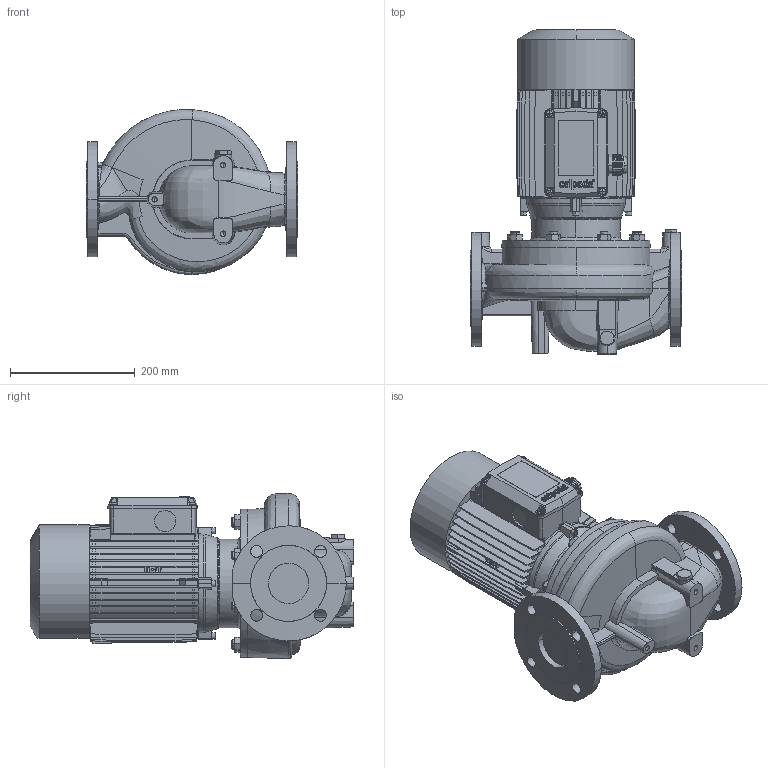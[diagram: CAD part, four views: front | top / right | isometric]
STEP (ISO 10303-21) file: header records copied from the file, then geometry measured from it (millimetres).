
FILE_DESCRIPTION (( 'STEP AP214' ), '1' );
FILE_NAME ('4_93_504_12_REV00.step', '2021-06-21T13:39:03', ( '' ), ( '' ), 'SwSTEP 2.0', 'SolidWorks 2020', '' );
FILE_SCHEMA (( 'AUTOMOTIVE_DESIGN' ));
Length unit declared in the file: millimetre
Products named in the file (2): 4_93_504_12_REV00; Copia di 4_93_504_12_REV00_1^4_93_504_12_REV00
Assembly tree (1 placements, depth 2):
  4_93_504_12_REV00
    Copia di 4_93_504_12_REV00_1^4_93_504_12_REV00
Bounding box: 340 x 520.1 x 265.1 mm (x, y, z)
Volume: 15020489.7 mm3; surface area: 1085681.7 mm2
Topology: 2 solids, 2 shells, 2767 faces, 7796 edges, 5148 vertices
Faces by surface type: bspline 1155, plane 1123, cylinder 243, cone 228, torus 10, sphere 8
Entity records: 136685 total; most frequent: CARTESIAN_POINT 72445, ORIENTED_EDGE 15580, DIRECTION 9433, EDGE_CURVE 7790, VERTEX_POINT 5148, LINE 4971, VECTOR 4971, EDGE_LOOP 2906
